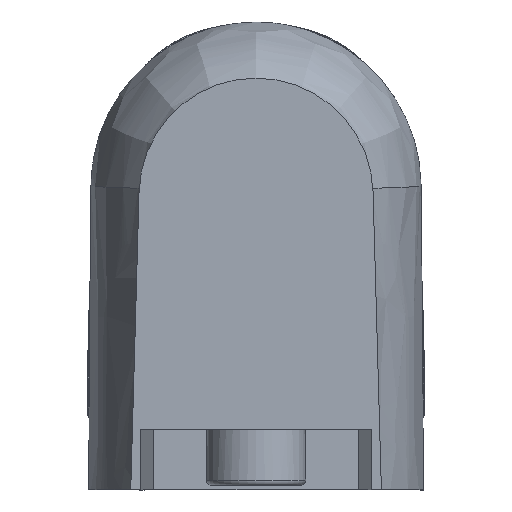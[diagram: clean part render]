
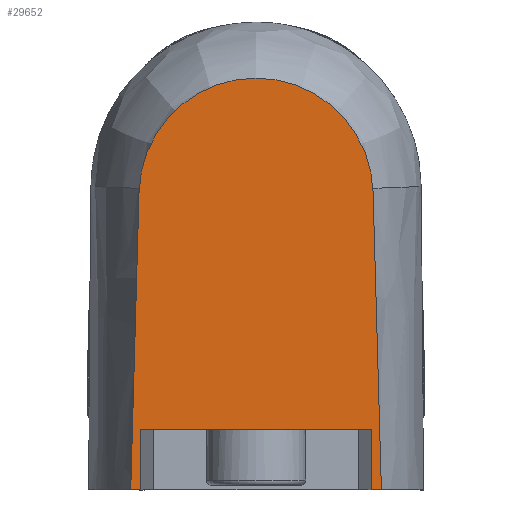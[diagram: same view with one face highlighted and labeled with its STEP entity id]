
A CAD part, front view. The second image highlights one B-rep face of the part: STEP entity #29652.
In plain terms, the highlighted planar face has unit normal (0, -1, 0).
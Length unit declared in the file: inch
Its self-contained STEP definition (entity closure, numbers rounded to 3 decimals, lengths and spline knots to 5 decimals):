
#1442 = EDGE_CURVE ( 'NONE', #32354, #37763, #33645, .T. ) ;
#2085 = CARTESIAN_POINT ( 'NONE',  ( 4.84141, -15.74803, -7.28568 ) ) ;
#2627 = EDGE_CURVE ( 'NONE', #29098, #25372, #8500, .T. ) ;
#3188 = DIRECTION ( 'NONE',  ( 1., 0., 0. ) ) ;
#4285 = CARTESIAN_POINT ( 'NONE',  ( -4.84141, -15.74803, -7.28568 ) ) ;
#4641 = CARTESIAN_POINT ( 'NONE',  ( 4.84141, -15.74803, 5.1162 ) ) ;
#4849 = EDGE_CURVE ( 'NONE', #29098, #25991, #24365, .T. ) ;
#4875 = CARTESIAN_POINT ( 'NONE',  ( -5.31496, -15.74803, -8.85827 ) ) ;
#4900 = CARTESIAN_POINT ( 'NONE',  ( 0., -15.74803, -7.28568 ) ) ;
#6078 = DIRECTION ( 'NONE',  ( 0., 0., 1. ) ) ;
#7853 = DIRECTION ( 'NONE',  ( 0.028, 0., 1. ) ) ;
#8500 = LINE ( 'NONE', #4900, #17749 ) ;
#8893 = LINE ( 'NONE', #31555, #14366 ) ;
#9268 = LINE ( 'NONE', #35072, #33865 ) ;
#10453 = ORIENTED_EDGE ( 'NONE', *, *, #25682, .T. ) ;
#10815 = VERTEX_POINT ( 'NONE', #30641 ) ;
#11061 = DIRECTION ( 'NONE',  ( 1., 0., 0. ) ) ;
#11099 = DIRECTION ( 'NONE',  ( -1., 0., 0. ) ) ;
#11456 = DIRECTION ( 'NONE',  ( 0., 1., 0. ) ) ;
#11581 = VECTOR ( 'NONE', #3188, 39.37008 ) ;
#11676 = FACE_OUTER_BOUND ( 'NONE', #26503, .T. ) ;
#11704 = VECTOR ( 'NONE', #24137, 39.37008 ) ;
#11720 = CARTESIAN_POINT ( 'NONE',  ( 0., -15.74803, -4.72441 ) ) ;
#11884 = CARTESIAN_POINT ( 'NONE',  ( 4.92126, -15.74803, 5.25349 ) ) ;
#14366 = VECTOR ( 'NONE', #37876, 39.37008 ) ;
#15055 = CARTESIAN_POINT ( 'NONE',  ( 0., -15.74803, 5.1162 ) ) ;
#15814 = ORIENTED_EDGE ( 'NONE', *, *, #4849, .F. ) ;
#16162 = CARTESIAN_POINT ( 'NONE',  ( -5.27109, -15.74803, -7.28568 ) ) ;
#16229 = VERTEX_POINT ( 'NONE', #31554 ) ;
#16514 = CARTESIAN_POINT ( 'NONE',  ( 0., -15.74803, -7.28568 ) ) ;
#16945 = LINE ( 'NONE', #16514, #11581 ) ;
#17183 = CARTESIAN_POINT ( 'NONE',  ( 0., -15.74803, 5.1162 ) ) ;
#17749 = VECTOR ( 'NONE', #11061, 39.37008 ) ;
#18576 = ORIENTED_EDGE ( 'NONE', *, *, #23648, .T. ) ;
#19325 = EDGE_CURVE ( 'NONE', #25372, #10815, #9268, .T. ) ;
#19682 = AXIS2_PLACEMENT_3D ( 'NONE', #17183, #11456, #39598 ) ;
#19993 = EDGE_CURVE ( 'NONE', #25991, #23644, #33212, .T. ) ;
#20089 = ORIENTED_EDGE ( 'NONE', *, *, #2627, .T. ) ;
#21217 = ORIENTED_EDGE ( 'NONE', *, *, #22967, .F. ) ;
#21762 = VECTOR ( 'NONE', #11099, 39.37008 ) ;
#22967 = EDGE_CURVE ( 'NONE', #37763, #10815, #36692, .T. ) ;
#23138 = AXIS2_PLACEMENT_3D ( 'NONE', #15055, #30943, #24184 ) ;
#23644 = VERTEX_POINT ( 'NONE', #11884 ) ;
#23648 = EDGE_CURVE ( 'NONE', #16229, #23644, #8893, .T. ) ;
#24137 = DIRECTION ( 'NONE',  ( 0., 0., 1. ) ) ;
#24184 = DIRECTION ( 'NONE',  ( 0., 0., 1. ) ) ;
#24365 = LINE ( 'NONE', #4875, #25392 ) ;
#25372 = VERTEX_POINT ( 'NONE', #4285 ) ;
#25392 = VECTOR ( 'NONE', #7853, 39.37008 ) ;
#25682 = EDGE_CURVE ( 'NONE', #32354, #16229, #16945, .T. ) ;
#25991 = VERTEX_POINT ( 'NONE', #38045 ) ;
#26503 = EDGE_LOOP ( 'NONE', ( #15814, #20089, #34856, #21217, #26883, #10453, #18576, #39182 ) ) ;
#26883 = ORIENTED_EDGE ( 'NONE', *, *, #1442, .F. ) ;
#28177 = PLANE ( 'NONE',  #23138 ) ;
#29098 = VERTEX_POINT ( 'NONE', #16162 ) ;
#29652 = ADVANCED_FACE ( 'NONE', ( #11676 ), #28177, .F. ) ;
#30641 = CARTESIAN_POINT ( 'NONE',  ( -4.84141, -15.74803, -4.72441 ) ) ;
#30943 = DIRECTION ( 'NONE',  ( 0., 1., 0. ) ) ;
#31554 = CARTESIAN_POINT ( 'NONE',  ( 5.27109, -15.74803, -7.28568 ) ) ;
#31555 = CARTESIAN_POINT ( 'NONE',  ( 5.31496, -15.74803, -8.85827 ) ) ;
#32354 = VERTEX_POINT ( 'NONE', #2085 ) ;
#33212 = CIRCLE ( 'NONE', #19682, 4.92317 ) ;
#33645 = LINE ( 'NONE', #4641, #11704 ) ;
#33865 = VECTOR ( 'NONE', #6078, 39.37008 ) ;
#34856 = ORIENTED_EDGE ( 'NONE', *, *, #19325, .T. ) ;
#35072 = CARTESIAN_POINT ( 'NONE',  ( -4.84141, -15.74803, 5.1162 ) ) ;
#35793 = CARTESIAN_POINT ( 'NONE',  ( 4.84141, -15.74803, -4.72441 ) ) ;
#36692 = LINE ( 'NONE', #11720, #21762 ) ;
#37763 = VERTEX_POINT ( 'NONE', #35793 ) ;
#37876 = DIRECTION ( 'NONE',  ( -0.028, 0., 1. ) ) ;
#38045 = CARTESIAN_POINT ( 'NONE',  ( -4.92126, -15.74803, 5.25349 ) ) ;
#39182 = ORIENTED_EDGE ( 'NONE', *, *, #19993, .F. ) ;
#39598 = DIRECTION ( 'NONE',  ( 0., 0., 1. ) ) ;
